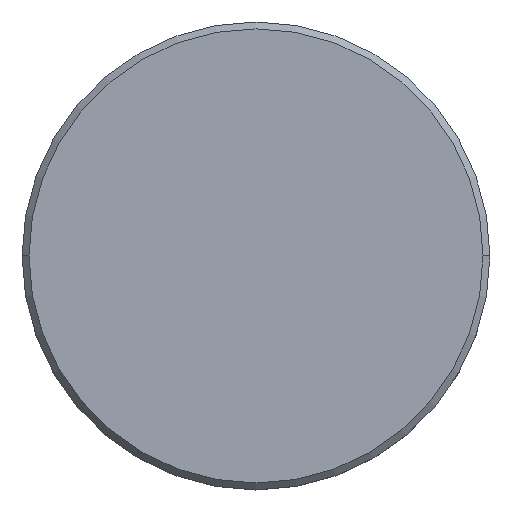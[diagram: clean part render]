
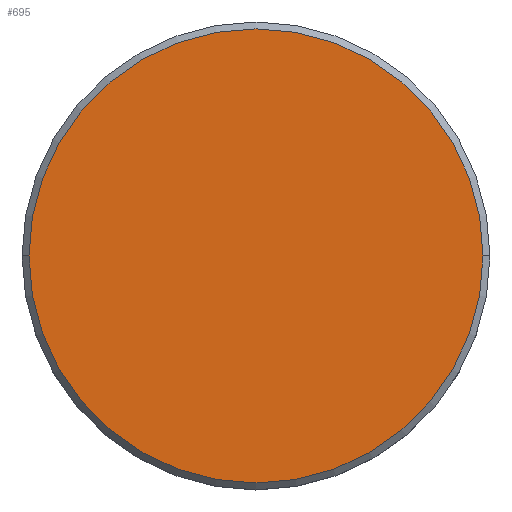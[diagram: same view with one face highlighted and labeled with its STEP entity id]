
A CAD part, top view. The second image highlights one B-rep face of the part: STEP entity #695.
In plain terms, the highlighted planar face has unit normal (0, 0, 1).
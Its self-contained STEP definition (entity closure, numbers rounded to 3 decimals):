
#7 = EDGE_CURVE ( 'NONE', #1113, #1183, #773, .T. ) ;
#33 = AXIS2_PLACEMENT_3D ( 'NONE', #489, #138, #37 ) ;
#37 = DIRECTION ( 'NONE',  ( 1., 0., 0. ) ) ;
#67 = DIRECTION ( 'NONE',  ( 1., 0., 0. ) ) ;
#135 = CIRCLE ( 'NONE', #33, 16.5 ) ;
#138 = DIRECTION ( 'NONE',  ( 0., 0., 1. ) ) ;
#187 = ORIENTED_EDGE ( 'NONE', *, *, #7, .T. ) ;
#234 = DIRECTION ( 'NONE',  ( 0., 0., 1. ) ) ;
#250 = DIRECTION ( 'NONE',  ( 1., 0., 0. ) ) ;
#350 = DIRECTION ( 'NONE',  ( 0., 0., 1. ) ) ;
#355 = PLANE ( 'NONE',  #860 ) ;
#489 = CARTESIAN_POINT ( 'NONE',  ( 0., 0., 0. ) ) ;
#504 = CARTESIAN_POINT ( 'NONE',  ( 0., 0., 0. ) ) ;
#533 = CARTESIAN_POINT ( 'NONE',  ( 0., 0., 0. ) ) ;
#695 = ADVANCED_FACE ( 'NONE', ( #908 ), #355, .T. ) ;
#707 = ORIENTED_EDGE ( 'NONE', *, *, #975, .T. ) ;
#773 = CIRCLE ( 'NONE', #1111, 16.5 ) ;
#860 = AXIS2_PLACEMENT_3D ( 'NONE', #533, #350, #250 ) ;
#908 = FACE_OUTER_BOUND ( 'NONE', #1081, .T. ) ;
#944 = CARTESIAN_POINT ( 'NONE',  ( -16.5, 0., 0. ) ) ;
#975 = EDGE_CURVE ( 'NONE', #1183, #1113, #135, .T. ) ;
#1040 = CARTESIAN_POINT ( 'NONE',  ( 16.5, 0., 0. ) ) ;
#1081 = EDGE_LOOP ( 'NONE', ( #707, #187 ) ) ;
#1111 = AXIS2_PLACEMENT_3D ( 'NONE', #504, #234, #67 ) ;
#1113 = VERTEX_POINT ( 'NONE', #1040 ) ;
#1183 = VERTEX_POINT ( 'NONE', #944 ) ;
